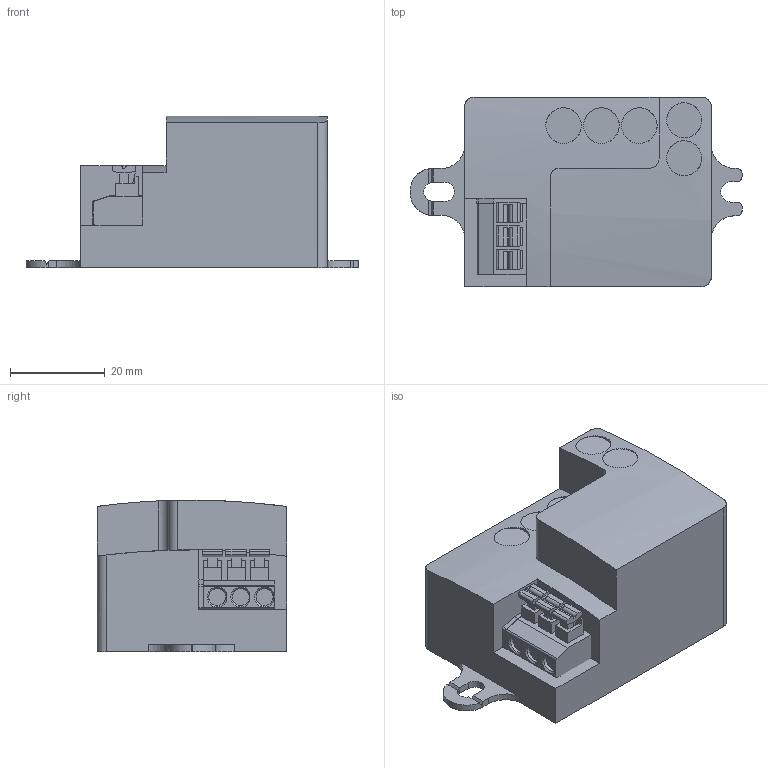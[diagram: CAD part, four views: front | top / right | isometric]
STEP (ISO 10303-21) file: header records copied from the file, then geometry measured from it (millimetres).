
FILE_DESCRIPTION(/* description */ (''),/* implementation_level */ '2;1');
FILE_NAME(/* name */ '110051717_00_Geh_Deckel_HF_LUM_MINI_LASCHE_1334-technische-doku.stp',/* time_stamp */ '2017-11-09T15:24:10+01:00',/* author */ (''),/* organization */ (''),/* preprocessor_version */ 'ST-DEVELOPER v16',/* originating_system */ 'SIEMENS PLM Software NX 10.0',/* authorisation */ '');
FILE_SCHEMA (('AUTOMOTIVE_DESIGN { 1 0 10303 214 3 1 1 1 }'));
Length unit declared in the file: millimetre
Products named in the file (2): Klemme; 110051717_00_Geh_Deckel_HF_LUM_MINI_LASCHE_1334-technische-doku
Assembly tree (1 placements, depth 2):
  110051717_00_Geh_Deckel_HF_LUM_MINI_LASCHE_1334-technische-doku
    Klemme
Bounding box: 70.04 x 40 x 31.97 mm (x, y, z)
Volume: 53500.1 mm3; surface area: 11379 mm2
Topology: 2 solids, 2 shells, 293 faces, 769 edges, 506 vertices
Faces by surface type: plane 237, cylinder 53, cone 3
Full cylindrical faces by diameter (mm): 1.1 x2, 1.4 x2, 3.6 x3, 7.4 x2, 7.5 x3
Entity records: 10854 total; most frequent: CARTESIAN_POINT 1965, ORIENTED_EDGE 1492, DIRECTION 1429, EDGE_CURVE 746, LINE 623, VECTOR 623, VERTEX_POINT 498, AXIS2_PLACEMENT_3D 403
